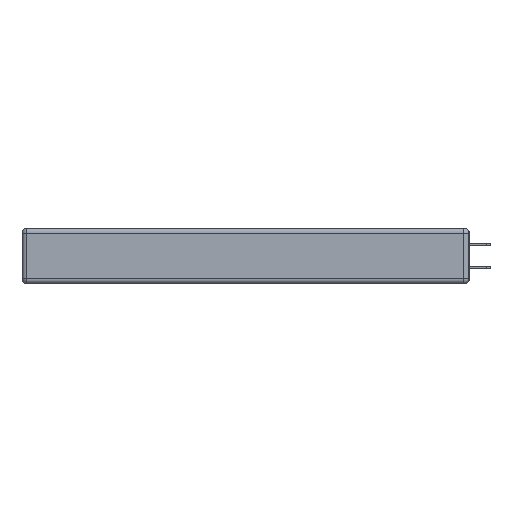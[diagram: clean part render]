
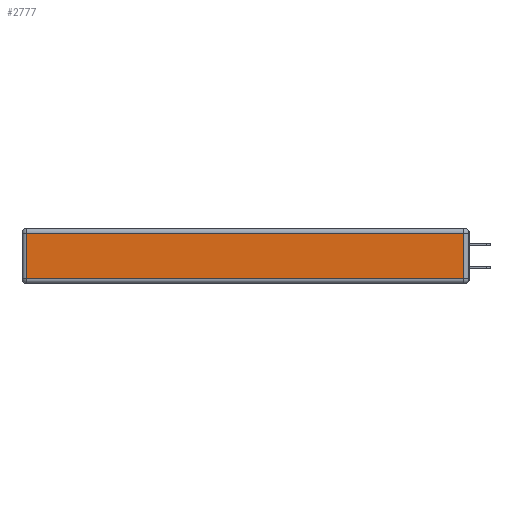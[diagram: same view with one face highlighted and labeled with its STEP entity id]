
A CAD part, left-side view. The second image highlights one B-rep face of the part: STEP entity #2777.
In plain terms, the highlighted planar face has unit normal (-1, 0, 0).
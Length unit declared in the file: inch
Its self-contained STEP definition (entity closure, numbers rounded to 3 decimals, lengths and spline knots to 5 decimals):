
#137 = DIRECTION ( 'NONE',  ( -1., 0., 0. ) ) ;
#152 = DIRECTION ( 'NONE',  ( 0., 0., -1. ) ) ;
#1273 = ORIENTED_EDGE ( 'NONE', *, *, #8441, .T. ) ;
#1935 = AXIS2_PLACEMENT_3D ( 'NONE', #11264, #137, #13233 ) ;
#2259 = CARTESIAN_POINT ( 'NONE',  ( 0., 0., -0.313 ) ) ;
#2777 = ADVANCED_FACE ( 'NONE', ( #12059 ), #22444, .T. ) ;
#3084 = LINE ( 'NONE', #5086, #13566 ) ;
#3249 = VERTEX_POINT ( 'NONE', #22886 ) ;
#5086 = CARTESIAN_POINT ( 'NONE',  ( 0., 0.03, -0.343 ) ) ;
#5170 = DIRECTION ( 'NONE',  ( 0., 0., 1. ) ) ;
#5589 = DIRECTION ( 'NONE',  ( 0., 1., 0. ) ) ;
#5913 = LINE ( 'NONE', #6059, #23981 ) ;
#6059 = CARTESIAN_POINT ( 'NONE',  ( 0., 2.72, -0.343 ) ) ;
#6971 = ORIENTED_EDGE ( 'NONE', *, *, #11535, .T. ) ;
#8441 = EDGE_CURVE ( 'NONE', #17587, #16626, #10927, .T. ) ;
#9262 = LINE ( 'NONE', #9276, #19756 ) ;
#9276 = CARTESIAN_POINT ( 'NONE',  ( 0., 2.75, -0.03 ) ) ;
#9305 = EDGE_LOOP ( 'NONE', ( #1273, #20354, #6971, #15159 ) ) ;
#10451 = CARTESIAN_POINT ( 'NONE',  ( 0., 0.03, -0.313 ) ) ;
#10927 = LINE ( 'NONE', #2259, #13283 ) ;
#11264 = CARTESIAN_POINT ( 'NONE',  ( 0., 0., -0.343 ) ) ;
#11535 = EDGE_CURVE ( 'NONE', #19461, #3249, #9262, .T. ) ;
#11607 = DIRECTION ( 'NONE',  ( 0., -1., 0. ) ) ;
#12059 = FACE_OUTER_BOUND ( 'NONE', #9305, .T. ) ;
#13233 = DIRECTION ( 'NONE',  ( 0., 0., 1. ) ) ;
#13283 = VECTOR ( 'NONE', #11607, 39.37008 ) ;
#13566 = VECTOR ( 'NONE', #5170, 39.37008 ) ;
#14315 = CARTESIAN_POINT ( 'NONE',  ( 0., 0.03, -0.03 ) ) ;
#15159 = ORIENTED_EDGE ( 'NONE', *, *, #17675, .T. ) ;
#16626 = VERTEX_POINT ( 'NONE', #10451 ) ;
#17587 = VERTEX_POINT ( 'NONE', #20390 ) ;
#17675 = EDGE_CURVE ( 'NONE', #3249, #17587, #5913, .T. ) ;
#19396 = EDGE_CURVE ( 'NONE', #16626, #19461, #3084, .T. ) ;
#19461 = VERTEX_POINT ( 'NONE', #14315 ) ;
#19756 = VECTOR ( 'NONE', #5589, 39.37008 ) ;
#20354 = ORIENTED_EDGE ( 'NONE', *, *, #19396, .T. ) ;
#20390 = CARTESIAN_POINT ( 'NONE',  ( 0., 2.72, -0.313 ) ) ;
#22444 = PLANE ( 'NONE',  #1935 ) ;
#22886 = CARTESIAN_POINT ( 'NONE',  ( 0., 2.72, -0.03 ) ) ;
#23981 = VECTOR ( 'NONE', #152, 39.37008 ) ;
